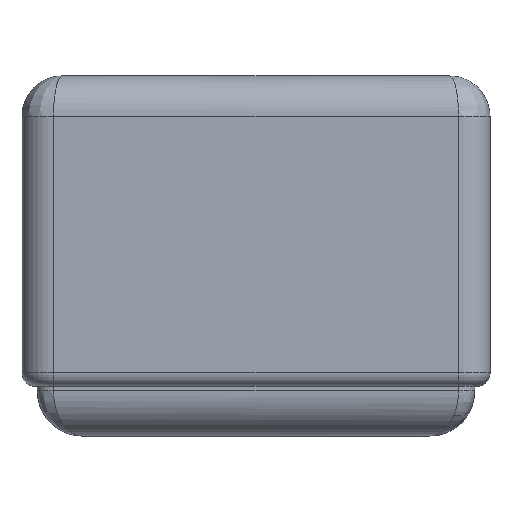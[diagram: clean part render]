
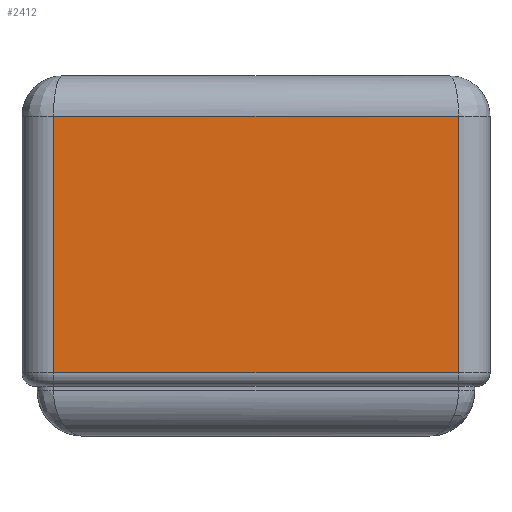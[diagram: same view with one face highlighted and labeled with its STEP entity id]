
A CAD part, top view. The second image highlights one B-rep face of the part: STEP entity #2412.
In plain terms, the highlighted planar face has unit normal (0, 0, 1).
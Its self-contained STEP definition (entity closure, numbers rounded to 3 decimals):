
#254=FACE_OUTER_BOUND('',#403,.T.);
#403=EDGE_LOOP('',(#1903,#1904,#1905,#1906));
#526=LINE('',#3653,#782);
#586=LINE('',#4024,#842);
#587=LINE('',#4042,#843);
#588=LINE('',#4044,#844);
#782=VECTOR('',#2814,10.);
#842=VECTOR('',#3020,10.);
#843=VECTOR('',#3055,10.);
#844=VECTOR('',#3058,10.);
#1024=VERTEX_POINT('',#3518);
#1025=VERTEX_POINT('',#3556);
#1093=VERTEX_POINT('',#4021);
#1094=VERTEX_POINT('',#4023);
#1266=EDGE_CURVE('',#1025,#1024,#526,.T.);
#1369=EDGE_CURVE('',#1093,#1094,#586,.T.);
#1379=EDGE_CURVE('',#1094,#1025,#587,.T.);
#1380=EDGE_CURVE('',#1093,#1024,#588,.T.);
#1903=ORIENTED_EDGE('',*,*,#1266,.F.);
#1904=ORIENTED_EDGE('',*,*,#1379,.F.);
#1905=ORIENTED_EDGE('',*,*,#1369,.F.);
#1906=ORIENTED_EDGE('',*,*,#1380,.T.);
#2294=PLANE('',#2614);
#2412=ADVANCED_FACE('',(#254),#2294,.T.);
#2614=AXIS2_PLACEMENT_3D('',#4043,#3056,#3057);
#2814=DIRECTION('',(1.,0.,0.));
#3020=DIRECTION('',(-1.,0.,0.));
#3055=DIRECTION('',(0.,1.,0.));
#3056=DIRECTION('center_axis',(0.,0.,1.));
#3057=DIRECTION('ref_axis',(-1.,0.,0.));
#3058=DIRECTION('',(0.,1.,0.));
#3518=CARTESIAN_POINT('',(47.,23.,27.5));
#3556=CARTESIAN_POINT('',(2.,23.,27.5));
#3653=CARTESIAN_POINT('',(35.75,23.,27.5));
#4021=CARTESIAN_POINT('',(47.,-5.5,27.5));
#4023=CARTESIAN_POINT('',(2.,-5.5,27.5));
#4024=CARTESIAN_POINT('',(35.75,-5.5,27.5));
#4042=CARTESIAN_POINT('',(2.,8.,27.5));
#4043=CARTESIAN_POINT('Origin',(47.,8.,27.5));
#4044=CARTESIAN_POINT('',(47.,8.,27.5));
